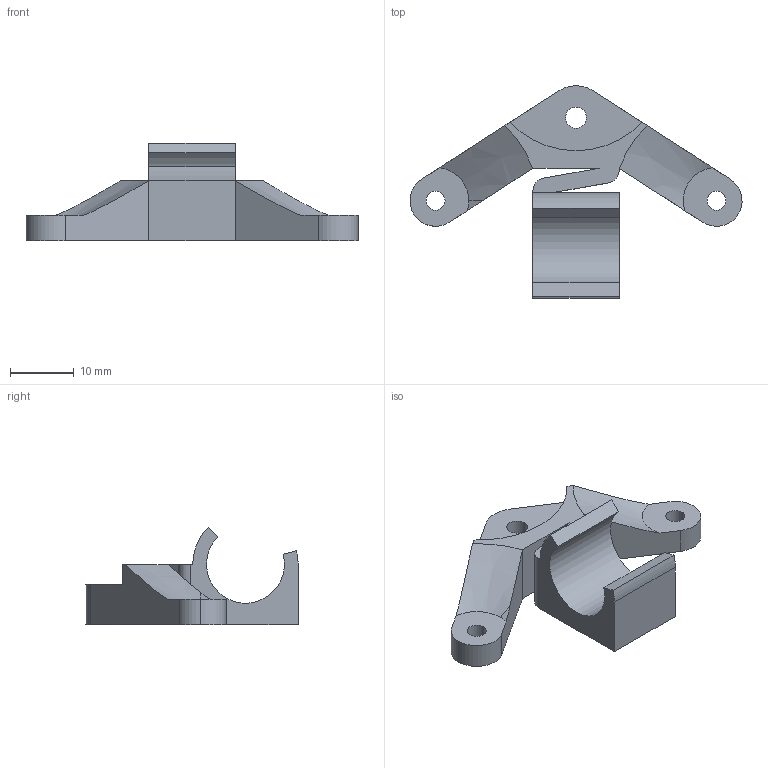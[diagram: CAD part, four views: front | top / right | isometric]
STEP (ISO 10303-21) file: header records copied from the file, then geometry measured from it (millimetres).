
FILE_DESCRIPTION (( 'STEP AP214' ), '1' );
FILE_NAME ('bearing-holder-float.STEP', '2011-09-23T15:07:05', ( 'Owner' ), ( '22ndstreetcomputers.com' ), 'SwSTEP 2.0', 'SolidWorks 2010', '' );
FILE_SCHEMA (( 'AUTOMOTIVE_DESIGN' ));
Length unit declared in the file: millimetre
Products named in the file (1): bearing-holder-float
Bounding box: 52 x 33.23 x 15.33 mm (x, y, z)
Volume: 4763.6 mm3; surface area: 3449.8 mm2
Topology: 1 solids, 1 shells, 45 faces, 126 edges, 84 vertices
Faces by surface type: plane 26, cylinder 16, cone 3
Entity records: 1532 total; most frequent: CARTESIAN_POINT 295, ORIENTED_EDGE 252, DIRECTION 250, EDGE_CURVE 126, VERTEX_POINT 84, VECTOR 84, LINE 84, AXIS2_PLACEMENT_3D 83
